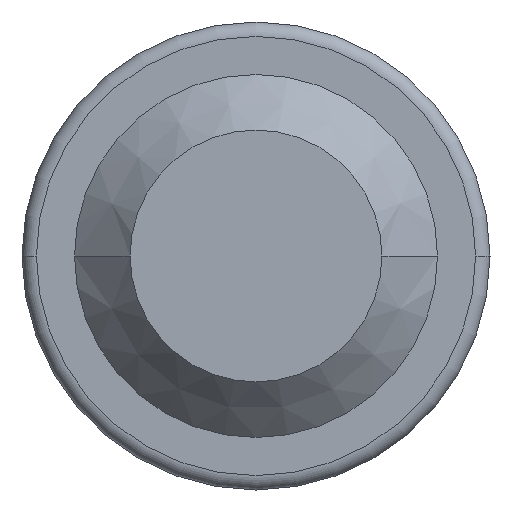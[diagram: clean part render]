
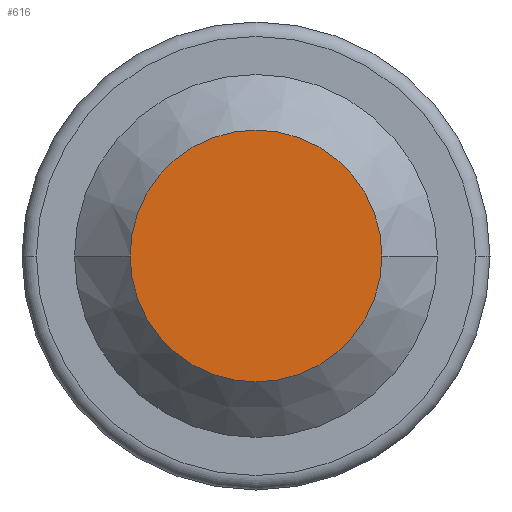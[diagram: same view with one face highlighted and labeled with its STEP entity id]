
A CAD part, front view. The second image highlights one B-rep face of the part: STEP entity #616.
In plain terms, the highlighted planar face has unit normal (0, -1, 0).
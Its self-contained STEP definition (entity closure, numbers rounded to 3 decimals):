
#37=CARTESIAN_POINT('',(0.,-2.134,0.));
#38=DIRECTION('',(0.,-1.,0.));
#39=DIRECTION('',(-1.,0.,0.));
#40=AXIS2_PLACEMENT_3D('',#37,#38,#39);
#42=CARTESIAN_POINT('',(0.,-2.134,0.));
#43=DIRECTION('',(0.,1.,0.));
#44=DIRECTION('',(-1.,0.,0.));
#45=AXIS2_PLACEMENT_3D('',#42,#43,#44);
#483=CARTESIAN_POINT('',(-0.912,-2.134,0.));
#484=VERTEX_POINT('',#483);
#511=CARTESIAN_POINT('',(0.912,-2.134,0.));
#512=VERTEX_POINT('',#511);
#607=CARTESIAN_POINT('',(0.,-2.134,0.));
#608=DIRECTION('',(0.,1.,0.));
#609=DIRECTION('',(1.,0.,0.));
#610=AXIS2_PLACEMENT_3D('',#607,#608,#609);
#611=PLANE('',#610);
#612=ORIENTED_EDGE('',*,*,#586,.F.);
#613=ORIENTED_EDGE('',*,*,#602,.T.);
#614=EDGE_LOOP('',(#612,#613));
#615=FACE_OUTER_BOUND('',#614,.F.);
#616=ADVANCED_FACE('',(#615),#611,.F.);
#41=CIRCLE('',#40,0.912);
#46=CIRCLE('',#45,0.912);
#586=EDGE_CURVE('',#484,#512,#41,.T.);
#602=EDGE_CURVE('',#484,#512,#46,.T.);
